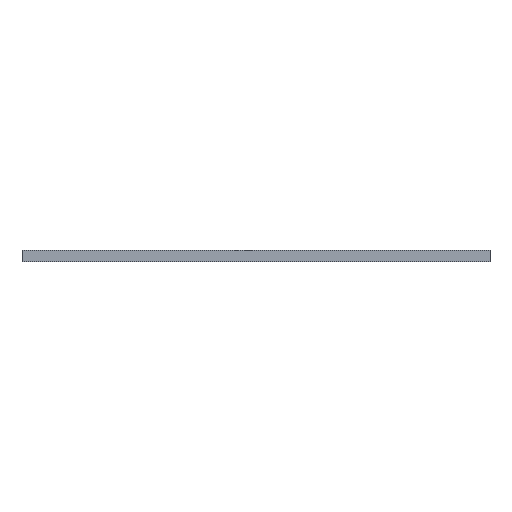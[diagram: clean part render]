
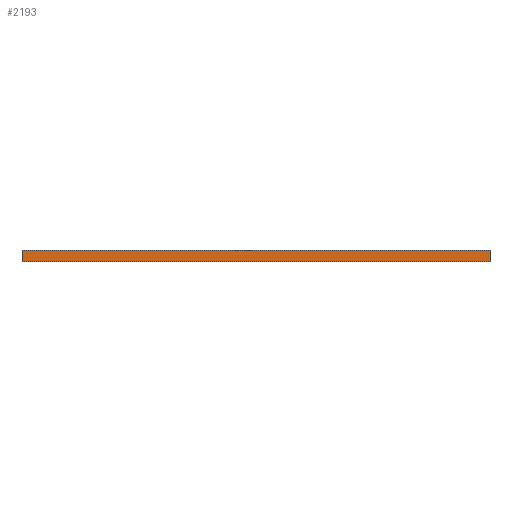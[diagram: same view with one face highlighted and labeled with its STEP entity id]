
A CAD part, front view. The second image highlights one B-rep face of the part: STEP entity #2193.
In plain terms, the highlighted planar face has unit normal (0, -1, 0).
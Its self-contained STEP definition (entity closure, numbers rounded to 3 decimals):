
#2137 = VERTEX_POINT('',#2138);
#2138 = CARTESIAN_POINT('',(-20.129,-23.233,-1.));
#2144 = EDGE_CURVE('',#2145,#2137,#2147,.T.);
#2145 = VERTEX_POINT('',#2146);
#2146 = CARTESIAN_POINT('',(-20.129,-23.233,0.));
#2147 = LINE('',#2148,#2149);
#2148 = CARTESIAN_POINT('',(-20.129,-23.233,0.));
#2149 = VECTOR('',#2150,1.);
#2150 = DIRECTION('',(0.,0.,-1.));
#2193 = ADVANCED_FACE('',(#2194),#2219,.T.);
#2194 = FACE_BOUND('',#2195,.T.);
#2195 = EDGE_LOOP('',(#2196,#2197,#2205,#2213));
#2196 = ORIENTED_EDGE('',*,*,#2144,.T.);
#2197 = ORIENTED_EDGE('',*,*,#2198,.T.);
#2198 = EDGE_CURVE('',#2137,#2199,#2201,.T.);
#2199 = VERTEX_POINT('',#2200);
#2200 = CARTESIAN_POINT('',(20.13,-23.233,-1.));
#2201 = LINE('',#2202,#2203);
#2202 = CARTESIAN_POINT('',(-20.129,-23.233,-1.));
#2203 = VECTOR('',#2204,1.);
#2204 = DIRECTION('',(1.,0.,0.));
#2205 = ORIENTED_EDGE('',*,*,#2206,.F.);
#2206 = EDGE_CURVE('',#2207,#2199,#2209,.T.);
#2207 = VERTEX_POINT('',#2208);
#2208 = CARTESIAN_POINT('',(20.13,-23.233,0.));
#2209 = LINE('',#2210,#2211);
#2210 = CARTESIAN_POINT('',(20.13,-23.233,0.));
#2211 = VECTOR('',#2212,1.);
#2212 = DIRECTION('',(0.,0.,-1.));
#2213 = ORIENTED_EDGE('',*,*,#2214,.F.);
#2214 = EDGE_CURVE('',#2145,#2207,#2215,.T.);
#2215 = LINE('',#2216,#2217);
#2216 = CARTESIAN_POINT('',(-20.129,-23.233,0.));
#2217 = VECTOR('',#2218,1.);
#2218 = DIRECTION('',(1.,0.,0.));
#2219 = PLANE('',#2220);
#2220 = AXIS2_PLACEMENT_3D('',#2221,#2222,#2223);
#2221 = CARTESIAN_POINT('',(-20.129,-23.233,0.));
#2222 = DIRECTION('',(0.,-1.,0.));
#2223 = DIRECTION('',(1.,0.,0.));
